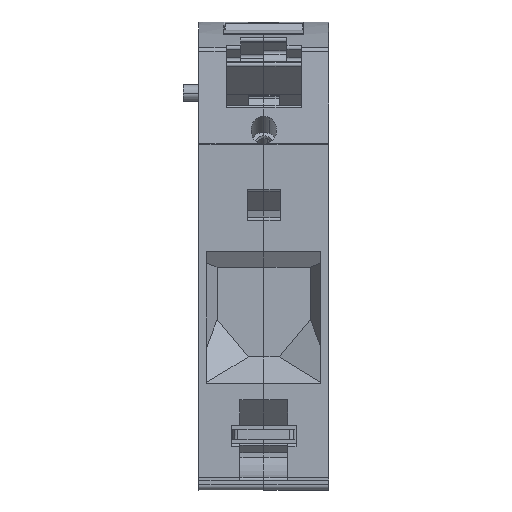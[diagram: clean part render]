
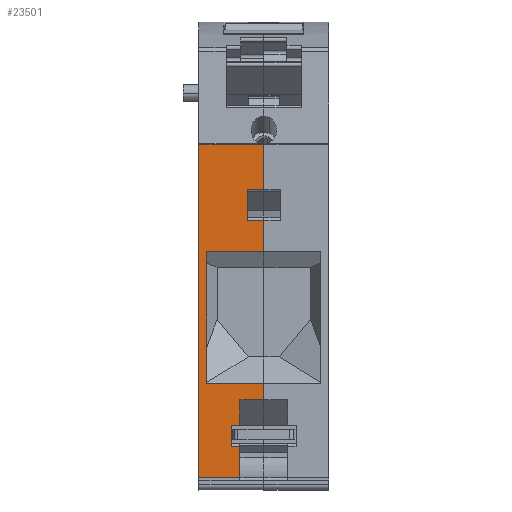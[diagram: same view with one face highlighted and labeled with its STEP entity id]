
A CAD part, front view. The second image highlights one B-rep face of the part: STEP entity #23501.
In plain terms, the highlighted planar face has unit normal (0, -1, 0).
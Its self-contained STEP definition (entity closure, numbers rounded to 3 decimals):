
#23343=AXIS2_PLACEMENT_3D('Plane Axis2P3D',#23340,#23341,#23342) ;
#23026=CARTESIAN_POINT('Vertex',(3.,3.48,66.55)) ;
#23257=CARTESIAN_POINT('Vertex',(3.,3.48,2.383)) ;
#23260=CARTESIAN_POINT('Line Origine',(3.,3.48,34.466)) ;
#23340=CARTESIAN_POINT('Axis2P3D Location',(3.,3.48,13.85)) ;
#23345=CARTESIAN_POINT('Line Origine',(6.95,3.48,2.383)) ;
#23349=CARTESIAN_POINT('Vertex',(10.9,3.48,2.383)) ;
#23352=CARTESIAN_POINT('Line Origine',(10.9,3.48,5.396)) ;
#23356=CARTESIAN_POINT('Vertex',(10.9,3.48,8.41)) ;
#23359=CARTESIAN_POINT('Line Origine',(10.1,3.48,8.417)) ;
#23363=CARTESIAN_POINT('Vertex',(9.3,3.48,8.424)) ;
#23366=CARTESIAN_POINT('Line Origine',(9.3,3.48,8.697)) ;
#23370=CARTESIAN_POINT('Vertex',(9.3,3.48,8.97)) ;
#23373=CARTESIAN_POINT('Line Origine',(9.3,3.48,10.72)) ;
#23377=CARTESIAN_POINT('Vertex',(9.3,3.48,12.47)) ;
#23380=CARTESIAN_POINT('Line Origine',(10.1,3.48,12.47)) ;
#23384=CARTESIAN_POINT('Vertex',(10.9,3.48,12.47)) ;
#23387=CARTESIAN_POINT('Line Origine',(10.9,3.48,14.911)) ;
#23391=CARTESIAN_POINT('Vertex',(10.9,3.48,17.352)) ;
#23394=CARTESIAN_POINT('Line Origine',(13.2,3.48,17.352)) ;
#23398=CARTESIAN_POINT('Vertex',(15.5,3.48,17.352)) ;
#23401=CARTESIAN_POINT('Line Origine',(15.5,3.48,18.951)) ;
#23405=CARTESIAN_POINT('Vertex',(15.5,3.48,20.55)) ;
#23408=CARTESIAN_POINT('Line Origine',(10.,3.48,20.55)) ;
#23412=CARTESIAN_POINT('Vertex',(4.5,3.48,20.55)) ;
#23415=CARTESIAN_POINT('Line Origine',(4.5,3.48,33.192)) ;
#23419=CARTESIAN_POINT('Vertex',(4.5,3.48,45.834)) ;
#23422=CARTESIAN_POINT('Line Origine',(10.,3.48,45.834)) ;
#23426=CARTESIAN_POINT('Vertex',(15.5,3.48,45.834)) ;
#23429=CARTESIAN_POINT('Line Origine',(15.5,3.48,48.882)) ;
#23433=CARTESIAN_POINT('Vertex',(15.5,3.48,51.93)) ;
#23436=CARTESIAN_POINT('Line Origine',(13.9,3.48,51.93)) ;
#23440=CARTESIAN_POINT('Vertex',(12.3,3.48,51.93)) ;
#23443=CARTESIAN_POINT('Line Origine',(12.3,3.48,54.9)) ;
#23447=CARTESIAN_POINT('Vertex',(12.3,3.48,57.87)) ;
#23450=CARTESIAN_POINT('Line Origine',(13.9,3.48,57.87)) ;
#23454=CARTESIAN_POINT('Vertex',(15.5,3.48,57.87)) ;
#23457=CARTESIAN_POINT('Line Origine',(15.5,3.48,62.205)) ;
#23461=CARTESIAN_POINT('Vertex',(15.5,3.48,66.54)) ;
#23465=CARTESIAN_POINT('Control Point',(15.293,3.48,66.55)) ;
#23466=CARTESIAN_POINT('Control Point',(15.334,3.48,66.546)) ;
#23467=CARTESIAN_POINT('Control Point',(15.375,3.48,66.543)) ;
#23468=CARTESIAN_POINT('Control Point',(15.417,3.48,66.541)) ;
#23469=CARTESIAN_POINT('Control Point',(15.458,3.48,66.54)) ;
#23470=CARTESIAN_POINT('Control Point',(15.5,3.48,66.54)) ;
#23471=CARTESIAN_POINT('Vertex',(15.293,3.48,66.55)) ;
#23474=CARTESIAN_POINT('Line Origine',(9.146,3.48,66.55)) ;
#23261=DIRECTION('Vector Direction',(0.,0.,1.)) ;
#23341=DIRECTION('Axis2P3D Direction',(0.,1.,0.)) ;
#23342=DIRECTION('Axis2P3D XDirection',(0.,0.,1.)) ;
#23346=DIRECTION('Vector Direction',(-1.,0.,0.)) ;
#23353=DIRECTION('Vector Direction',(0.,0.,-1.)) ;
#23360=DIRECTION('Vector Direction',(1.,0.,-0.009)) ;
#23367=DIRECTION('Vector Direction',(0.,0.,-1.)) ;
#23374=DIRECTION('Vector Direction',(0.,0.,1.)) ;
#23381=DIRECTION('Vector Direction',(-1.,0.,0.)) ;
#23388=DIRECTION('Vector Direction',(0.,0.,1.)) ;
#23395=DIRECTION('Vector Direction',(-1.,0.,0.)) ;
#23402=DIRECTION('Vector Direction',(0.,0.,1.)) ;
#23409=DIRECTION('Vector Direction',(-1.,0.,0.)) ;
#23416=DIRECTION('Vector Direction',(0.,0.,-1.)) ;
#23423=DIRECTION('Vector Direction',(-1.,0.,0.)) ;
#23430=DIRECTION('Vector Direction',(0.,0.,1.)) ;
#23437=DIRECTION('Vector Direction',(-1.,0.,0.)) ;
#23444=DIRECTION('Vector Direction',(0.,0.,1.)) ;
#23451=DIRECTION('Vector Direction',(-1.,0.,0.)) ;
#23458=DIRECTION('Vector Direction',(0.,0.,1.)) ;
#23475=DIRECTION('Vector Direction',(1.,0.,0.)) ;
#23262=VECTOR('Line Direction',#23261,1.) ;
#23347=VECTOR('Line Direction',#23346,1.) ;
#23354=VECTOR('Line Direction',#23353,1.) ;
#23361=VECTOR('Line Direction',#23360,1.) ;
#23368=VECTOR('Line Direction',#23367,1.) ;
#23375=VECTOR('Line Direction',#23374,1.) ;
#23382=VECTOR('Line Direction',#23381,1.) ;
#23389=VECTOR('Line Direction',#23388,1.) ;
#23396=VECTOR('Line Direction',#23395,1.) ;
#23403=VECTOR('Line Direction',#23402,1.) ;
#23410=VECTOR('Line Direction',#23409,1.) ;
#23417=VECTOR('Line Direction',#23416,1.) ;
#23424=VECTOR('Line Direction',#23423,1.) ;
#23431=VECTOR('Line Direction',#23430,1.) ;
#23438=VECTOR('Line Direction',#23437,1.) ;
#23445=VECTOR('Line Direction',#23444,1.) ;
#23452=VECTOR('Line Direction',#23451,1.) ;
#23459=VECTOR('Line Direction',#23458,1.) ;
#23476=VECTOR('Line Direction',#23475,1.) ;
#23480=ORIENTED_EDGE('',*,*,#23351,.F.) ;
#23481=ORIENTED_EDGE('',*,*,#23358,.T.) ;
#23482=ORIENTED_EDGE('',*,*,#23365,.F.) ;
#23483=ORIENTED_EDGE('',*,*,#23372,.F.) ;
#23484=ORIENTED_EDGE('',*,*,#23379,.F.) ;
#23485=ORIENTED_EDGE('',*,*,#23386,.F.) ;
#23486=ORIENTED_EDGE('',*,*,#23393,.T.) ;
#23487=ORIENTED_EDGE('',*,*,#23400,.F.) ;
#23488=ORIENTED_EDGE('',*,*,#23407,.T.) ;
#23489=ORIENTED_EDGE('',*,*,#23414,.T.) ;
#23490=ORIENTED_EDGE('',*,*,#23421,.F.) ;
#23491=ORIENTED_EDGE('',*,*,#23428,.F.) ;
#23492=ORIENTED_EDGE('',*,*,#23435,.F.) ;
#23493=ORIENTED_EDGE('',*,*,#23442,.T.) ;
#23494=ORIENTED_EDGE('',*,*,#23449,.F.) ;
#23495=ORIENTED_EDGE('',*,*,#23456,.F.) ;
#23496=ORIENTED_EDGE('',*,*,#23463,.T.) ;
#23497=ORIENTED_EDGE('',*,*,#23473,.F.) ;
#23498=ORIENTED_EDGE('',*,*,#23478,.F.) ;
#23499=ORIENTED_EDGE('',*,*,#23264,.F.) ;
#23501=ADVANCED_FACE('MLD L',(#23500),#23344,.F.) ;
#23464=B_SPLINE_CURVE_WITH_KNOTS('',5,(#23465,#23466,#23467,#23468,#23469,#23470),.UNSPECIFIED.,.F.,.U.,(6,6),(0.,0.294),.UNSPECIFIED.) ;
#23264=EDGE_CURVE('',#23258,#23027,#23263,.T.) ;
#23351=EDGE_CURVE('',#23350,#23258,#23348,.T.) ;
#23358=EDGE_CURVE('',#23350,#23357,#23355,.F.) ;
#23365=EDGE_CURVE('',#23364,#23357,#23362,.T.) ;
#23372=EDGE_CURVE('',#23371,#23364,#23369,.T.) ;
#23379=EDGE_CURVE('',#23378,#23371,#23376,.F.) ;
#23386=EDGE_CURVE('',#23385,#23378,#23383,.T.) ;
#23393=EDGE_CURVE('',#23385,#23392,#23390,.T.) ;
#23400=EDGE_CURVE('',#23399,#23392,#23397,.T.) ;
#23407=EDGE_CURVE('',#23399,#23406,#23404,.T.) ;
#23414=EDGE_CURVE('',#23406,#23413,#23411,.T.) ;
#23421=EDGE_CURVE('',#23420,#23413,#23418,.T.) ;
#23428=EDGE_CURVE('',#23427,#23420,#23425,.T.) ;
#23435=EDGE_CURVE('',#23434,#23427,#23432,.F.) ;
#23442=EDGE_CURVE('',#23434,#23441,#23439,.T.) ;
#23449=EDGE_CURVE('',#23448,#23441,#23446,.F.) ;
#23456=EDGE_CURVE('',#23455,#23448,#23453,.T.) ;
#23463=EDGE_CURVE('',#23455,#23462,#23460,.T.) ;
#23473=EDGE_CURVE('',#23472,#23462,#23464,.T.) ;
#23478=EDGE_CURVE('',#23027,#23472,#23477,.T.) ;
#23479=EDGE_LOOP('',(#23480,#23481,#23482,#23483,#23484,#23485,#23486,#23487,#23488,#23489,#23490,#23491,#23492,#23493,#23494,#23495,#23496,#23497,#23498,#23499)) ;
#23500=FACE_OUTER_BOUND('',#23479,.T.) ;
#23263=LINE('Line',#23260,#23262) ;
#23348=LINE('Line',#23345,#23347) ;
#23355=LINE('Line',#23352,#23354) ;
#23362=LINE('Line',#23359,#23361) ;
#23369=LINE('Line',#23366,#23368) ;
#23376=LINE('Line',#23373,#23375) ;
#23383=LINE('Line',#23380,#23382) ;
#23390=LINE('Line',#23387,#23389) ;
#23397=LINE('Line',#23394,#23396) ;
#23404=LINE('Line',#23401,#23403) ;
#23411=LINE('Line',#23408,#23410) ;
#23418=LINE('Line',#23415,#23417) ;
#23425=LINE('Line',#23422,#23424) ;
#23432=LINE('Line',#23429,#23431) ;
#23439=LINE('Line',#23436,#23438) ;
#23446=LINE('Line',#23443,#23445) ;
#23453=LINE('Line',#23450,#23452) ;
#23460=LINE('Line',#23457,#23459) ;
#23477=LINE('Line',#23474,#23476) ;
#23344=PLANE('',#23343) ;
#23027=VERTEX_POINT('',#23026) ;
#23258=VERTEX_POINT('',#23257) ;
#23350=VERTEX_POINT('',#23349) ;
#23357=VERTEX_POINT('',#23356) ;
#23364=VERTEX_POINT('',#23363) ;
#23371=VERTEX_POINT('',#23370) ;
#23378=VERTEX_POINT('',#23377) ;
#23385=VERTEX_POINT('',#23384) ;
#23392=VERTEX_POINT('',#23391) ;
#23399=VERTEX_POINT('',#23398) ;
#23406=VERTEX_POINT('',#23405) ;
#23413=VERTEX_POINT('',#23412) ;
#23420=VERTEX_POINT('',#23419) ;
#23427=VERTEX_POINT('',#23426) ;
#23434=VERTEX_POINT('',#23433) ;
#23441=VERTEX_POINT('',#23440) ;
#23448=VERTEX_POINT('',#23447) ;
#23455=VERTEX_POINT('',#23454) ;
#23462=VERTEX_POINT('',#23461) ;
#23472=VERTEX_POINT('',#23471) ;
